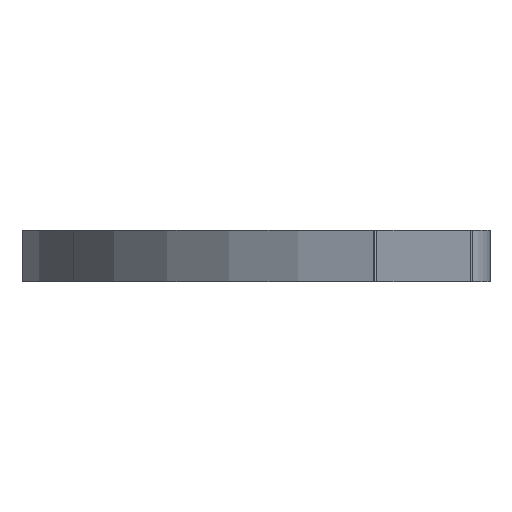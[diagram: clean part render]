
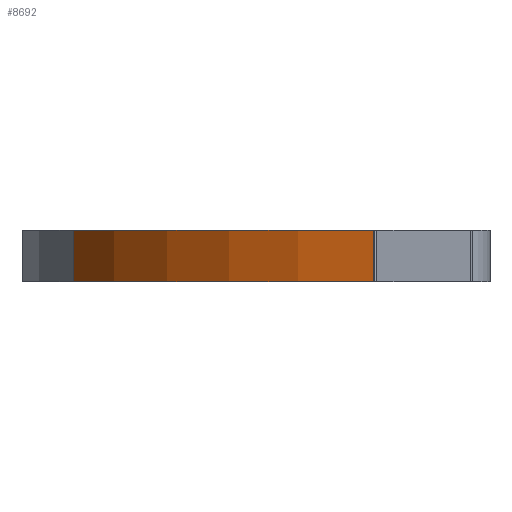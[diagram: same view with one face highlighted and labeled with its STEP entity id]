
A CAD part, left-side view. The second image highlights one B-rep face of the part: STEP entity #8692.
In plain terms, the highlighted cylindrical face has radius 36.404 mm (diameter 72.809 mm), a partial arc.
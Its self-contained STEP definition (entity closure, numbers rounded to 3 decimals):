
#34 = ORIENTED_EDGE ( 'NONE', *, *, #2090, .T. ) ;
#220 = VERTEX_POINT ( 'NONE', #3758 ) ;
#733 = DIRECTION ( 'NONE',  ( 0., 0., 1. ) ) ;
#1633 = CARTESIAN_POINT ( 'NONE',  ( 18.954, 23.768, 4. ) ) ;
#1751 = AXIS2_PLACEMENT_3D ( 'NONE', #12312, #12438, #10393 ) ;
#1758 = CARTESIAN_POINT ( 'NONE',  ( 35.125, -8.848, 4. ) ) ;
#2090 = EDGE_CURVE ( 'NONE', #5486, #220, #3029, .T. ) ;
#2274 = CARTESIAN_POINT ( 'NONE',  ( -0.117, 0.279, 4. ) ) ;
#2513 = VECTOR ( 'NONE', #7400, 1000. ) ;
#3029 = CIRCLE ( 'NONE', #1751, 36.404 ) ;
#3246 = CARTESIAN_POINT ( 'NONE',  ( 18.954, 23.768, 4. ) ) ;
#3758 = CARTESIAN_POINT ( 'NONE',  ( -0.117, 0.279, 0. ) ) ;
#4165 = EDGE_CURVE ( 'NONE', #5619, #5497, #5238, .T. ) ;
#4384 = EDGE_CURVE ( 'NONE', #5619, #5486, #7477, .T. ) ;
#4746 = EDGE_LOOP ( 'NONE', ( #34, #8395, #7508, #12843 ) ) ;
#5238 = CIRCLE ( 'NONE', #8345, 36.404 ) ;
#5486 = VERTEX_POINT ( 'NONE', #11381 ) ;
#5497 = VERTEX_POINT ( 'NONE', #2274 ) ;
#5619 = VERTEX_POINT ( 'NONE', #1633 ) ;
#6290 = CARTESIAN_POINT ( 'NONE',  ( 35.125, -8.848, 4. ) ) ;
#7400 = DIRECTION ( 'NONE',  ( 0., 0., -1. ) ) ;
#7477 = LINE ( 'NONE', #3246, #2513 ) ;
#7508 = ORIENTED_EDGE ( 'NONE', *, *, #4165, .F. ) ;
#7711 = LINE ( 'NONE', #10903, #10422 ) ;
#7875 = FACE_OUTER_BOUND ( 'NONE', #4746, .T. ) ;
#7944 = DIRECTION ( 'NONE',  ( 0., 0., -1. ) ) ;
#8345 = AXIS2_PLACEMENT_3D ( 'NONE', #1758, #733, #11012 ) ;
#8395 = ORIENTED_EDGE ( 'NONE', *, *, #10206, .F. ) ;
#8692 = ADVANCED_FACE ( 'NONE', ( #7875 ), #9491, .T. ) ;
#9491 = CYLINDRICAL_SURFACE ( 'NONE', #9829, 36.404 ) ;
#9573 = DIRECTION ( 'NONE',  ( 0., 0., -1. ) ) ;
#9829 = AXIS2_PLACEMENT_3D ( 'NONE', #6290, #9573, #12532 ) ;
#10206 = EDGE_CURVE ( 'NONE', #5497, #220, #7711, .T. ) ;
#10393 = DIRECTION ( 'NONE',  ( 1., 0., 0. ) ) ;
#10422 = VECTOR ( 'NONE', #7944, 1000. ) ;
#10903 = CARTESIAN_POINT ( 'NONE',  ( -0.117, 0.279, 4. ) ) ;
#11012 = DIRECTION ( 'NONE',  ( 1., 0., 0. ) ) ;
#11381 = CARTESIAN_POINT ( 'NONE',  ( 18.954, 23.768, 0. ) ) ;
#12312 = CARTESIAN_POINT ( 'NONE',  ( 35.125, -8.848, 0. ) ) ;
#12438 = DIRECTION ( 'NONE',  ( 0., 0., 1. ) ) ;
#12532 = DIRECTION ( 'NONE',  ( -1., 0., 0. ) ) ;
#12843 = ORIENTED_EDGE ( 'NONE', *, *, #4384, .T. ) ;
